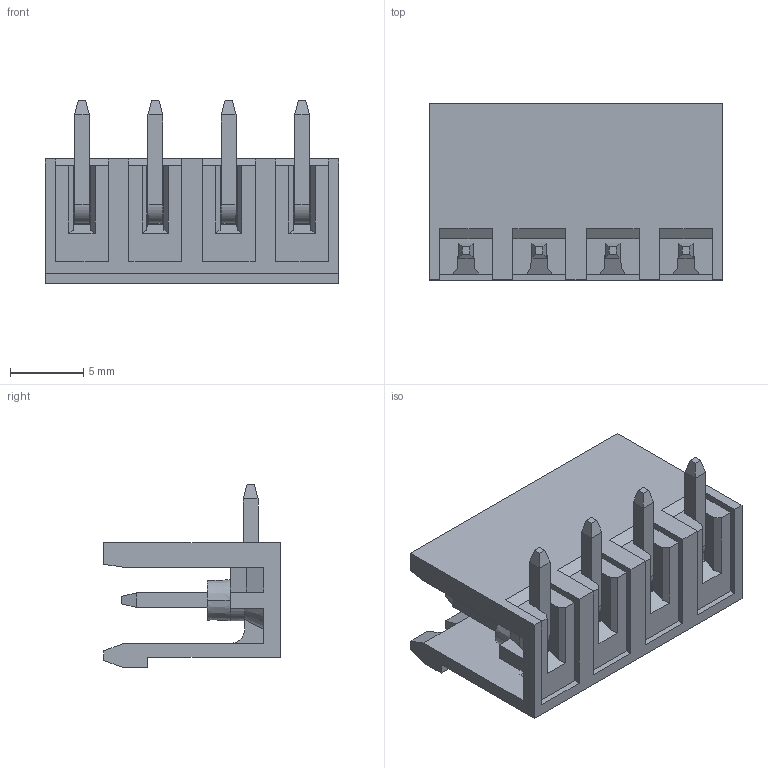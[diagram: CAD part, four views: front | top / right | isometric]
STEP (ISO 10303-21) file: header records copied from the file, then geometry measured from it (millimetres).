
FILE_DESCRIPTION(('FreeCAD Model'),'2;1');
FILE_NAME('Open CASCADE Shape Model','2024-11-10T20:28:16',(''),(''), 'Open CASCADE STEP processor 7.6','FreeCAD','Unknown');
FILE_SCHEMA(('AUTOMOTIVE_DESIGN { 1 0 10303 214 1 1 1 1 }'));
Length unit declared in the file: millimetre
Products named in the file (1): CUI_DEVICES_TBP04R1-500-04BE
Bounding box: 20 x 12 x 12.5 mm (x, y, z)
Volume: 785.8 mm3; surface area: 1674.6 mm2
Topology: 1 solids, 1 shells, 299 faces, 807 edges, 514 vertices
Faces by surface type: plane 259, cone 24, cylinder 16
Entity records: 11371 total; most frequent: CARTESIAN_POINT 1793, ORIENTED_EDGE 1614, DIRECTION 1459, EDGE_CURVE 807, LINE 667, VECTOR 667, VERTEX_POINT 514, AXIS2_PLACEMENT_3D 396
